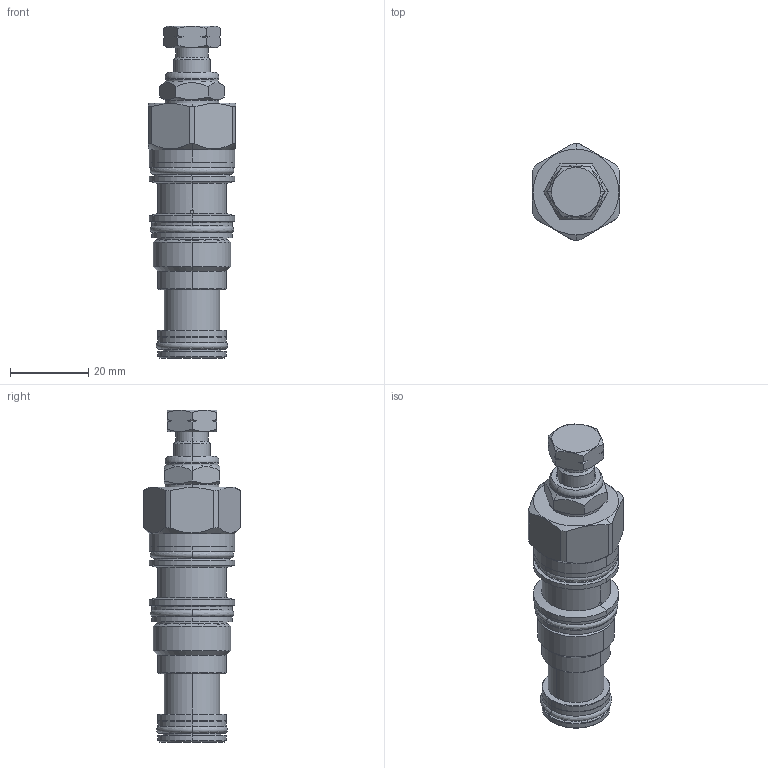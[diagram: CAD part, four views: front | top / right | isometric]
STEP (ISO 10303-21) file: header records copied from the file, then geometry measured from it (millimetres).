
FILE_DESCRIPTION((''),'2;1');
FILE_NAME('RSDC-FAN_PRT','2015-01-23T',('Administrator'),(''),'PRO/ENGINEER BY PARAMETRIC TECHNOLOGY CORPORATION, 2006240','PRO/ENGINEER BY PARAMETRIC TECHNOLOGY CORPORATION, 2006240','');
FILE_SCHEMA(('CONFIG_CONTROL_DESIGN'));
Length unit declared in the file: inch
Products named in the file (1): RSDC-FAN_PRT
Bounding box: 22.23 x 24.84 x 84.75 mm (x, y, z)
Volume: 21375 mm3; surface area: 7377.9 mm2
Topology: 3 solids, 4 shells, 171 faces, 386 edges, 233 vertices
Faces by surface type: cylinder 56, cone 50, plane 37, torus 18, revolution 10
Entity records: 5788 total; most frequent: CARTESIAN_POINT 1934, DIRECTION 822, ORIENTED_EDGE 772, EDGE_CURVE 386, AXIS2_PLACEMENT_3D 347, VERTEX_POINT 233, EDGE_LOOP 187, CIRCLE 186
